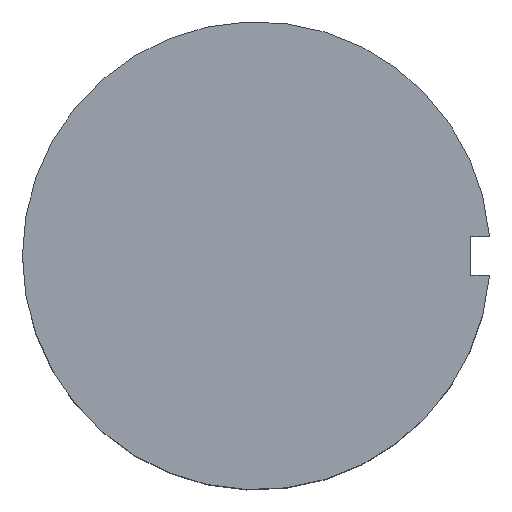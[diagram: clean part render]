
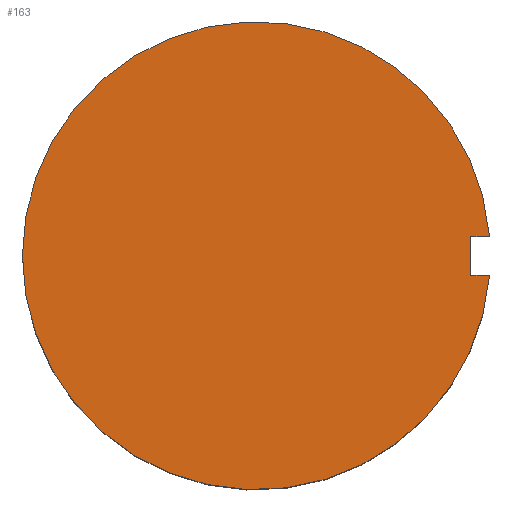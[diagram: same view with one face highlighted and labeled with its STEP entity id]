
A CAD part, top view. The second image highlights one B-rep face of the part: STEP entity #163.
In plain terms, the highlighted planar face has unit normal (0, 0, 1).
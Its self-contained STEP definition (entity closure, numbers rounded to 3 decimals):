
#7 = DIRECTION ( 'NONE',  ( 0., 0., 1. ) ) ;
#11 = ORIENTED_EDGE ( 'NONE', *, *, #124, .T. ) ;
#18 = ORIENTED_EDGE ( 'NONE', *, *, #231, .T. ) ;
#23 = EDGE_LOOP ( 'NONE', ( #11, #45, #144, #18, #291 ) ) ;
#45 = ORIENTED_EDGE ( 'NONE', *, *, #250, .T. ) ;
#62 = DIRECTION ( 'NONE',  ( -1., 0., 0. ) ) ;
#69 = FACE_OUTER_BOUND ( 'NONE', #23, .T. ) ;
#86 = VERTEX_POINT ( 'NONE', #240 ) ;
#95 = CIRCLE ( 'NONE', #239, 26.5 ) ;
#98 = VERTEX_POINT ( 'NONE', #352 ) ;
#100 = AXIS2_PLACEMENT_3D ( 'NONE', #218, #244, #248 ) ;
#124 = EDGE_CURVE ( 'NONE', #98, #151, #152, .T. ) ;
#126 = CIRCLE ( 'NONE', #100, 26.5 ) ;
#133 = DIRECTION ( 'NONE',  ( 1., 0., 0. ) ) ;
#144 = ORIENTED_EDGE ( 'NONE', *, *, #306, .T. ) ;
#151 = VERTEX_POINT ( 'NONE', #354 ) ;
#152 = LINE ( 'NONE', #182, #286 ) ;
#163 = ADVANCED_FACE ( 'NONE', ( #69 ), #261, .T. ) ;
#182 = CARTESIAN_POINT ( 'NONE',  ( 28.722, 2.222, 30. ) ) ;
#189 = DIRECTION ( 'NONE',  ( 0., 1., 0. ) ) ;
#194 = DIRECTION ( 'NONE',  ( 1., 0., 0. ) ) ;
#200 = VECTOR ( 'NONE', #62, 1000. ) ;
#204 = AXIS2_PLACEMENT_3D ( 'NONE', #260, #321, #133 ) ;
#206 = LINE ( 'NONE', #297, #200 ) ;
#212 = CARTESIAN_POINT ( 'NONE',  ( 26.407, -2.222, 30. ) ) ;
#217 = CARTESIAN_POINT ( 'NONE',  ( 24.278, 2.222, 30. ) ) ;
#218 = CARTESIAN_POINT ( 'NONE',  ( 0., 0., 30. ) ) ;
#220 = VERTEX_POINT ( 'NONE', #212 ) ;
#231 = EDGE_CURVE ( 'NONE', #220, #86, #206, .T. ) ;
#232 = VERTEX_POINT ( 'NONE', #329 ) ;
#236 = DIRECTION ( 'NONE',  ( 1., 0., 0. ) ) ;
#239 = AXIS2_PLACEMENT_3D ( 'NONE', #246, #7, #194 ) ;
#240 = CARTESIAN_POINT ( 'NONE',  ( 24.278, -2.222, 30. ) ) ;
#243 = VECTOR ( 'NONE', #189, 1000. ) ;
#244 = DIRECTION ( 'NONE',  ( 0., 0., 1. ) ) ;
#246 = CARTESIAN_POINT ( 'NONE',  ( 0., 0., 30. ) ) ;
#248 = DIRECTION ( 'NONE',  ( 1., 0., 0. ) ) ;
#250 = EDGE_CURVE ( 'NONE', #151, #232, #126, .T. ) ;
#252 = EDGE_CURVE ( 'NONE', #86, #98, #350, .T. ) ;
#260 = CARTESIAN_POINT ( 'NONE',  ( 0., 0., 30. ) ) ;
#261 = PLANE ( 'NONE',  #204 ) ;
#286 = VECTOR ( 'NONE', #236, 1000. ) ;
#291 = ORIENTED_EDGE ( 'NONE', *, *, #252, .T. ) ;
#297 = CARTESIAN_POINT ( 'NONE',  ( 28.722, -2.222, 30. ) ) ;
#306 = EDGE_CURVE ( 'NONE', #232, #220, #95, .T. ) ;
#321 = DIRECTION ( 'NONE',  ( 0., 0., 1. ) ) ;
#329 = CARTESIAN_POINT ( 'NONE',  ( -26.5, 0., 30. ) ) ;
#350 = LINE ( 'NONE', #217, #243 ) ;
#352 = CARTESIAN_POINT ( 'NONE',  ( 24.278, 2.222, 30. ) ) ;
#354 = CARTESIAN_POINT ( 'NONE',  ( 26.407, 2.222, 30. ) ) ;
